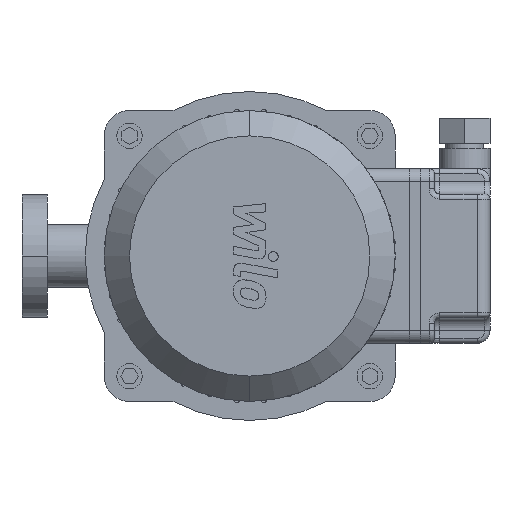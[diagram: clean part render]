
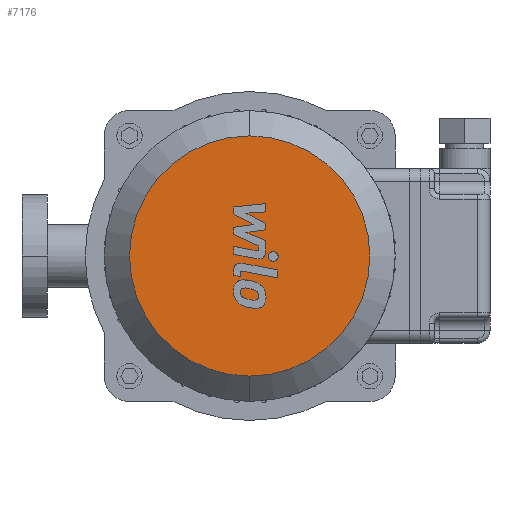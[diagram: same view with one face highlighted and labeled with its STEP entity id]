
A CAD part, front view. The second image highlights one B-rep face of the part: STEP entity #7176.
In plain terms, the highlighted planar face has unit normal (0, -1, 0).
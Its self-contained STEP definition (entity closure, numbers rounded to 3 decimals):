
#7087=CARTESIAN_POINT('',(90.0,-222.0,47.5));
#7088=VERTEX_POINT('',#7087);
#7102=CARTESIAN_POINT('',(90.,-222.0,-47.5));
#7103=VERTEX_POINT('',#7102);
#7110=CARTESIAN_POINT('',(90.0,-222.0,0.0));
#7111=DIRECTION('',(0.0,1.0,0.0));
#7112=DIRECTION('',(0.0,0.0,1.0));
#7113=AXIS2_PLACEMENT_3D('',#7110,#7111,#7112);
#7114=CIRCLE('',#7113,47.5);
#7115=EDGE_CURVE('',#7103,#7088,#7114,.T.);
#7143=CARTESIAN_POINT('',(90.0,-222.0,0.0));
#7144=DIRECTION('',(0.0,1.0,0.0));
#7145=DIRECTION('',(0.0,0.0,1.0));
#7146=AXIS2_PLACEMENT_3D('',#7143,#7144,#7145);
#7147=CIRCLE('',#7146,47.5);
#7148=EDGE_CURVE('',#7088,#7103,#7147,.T.);
#7167=CARTESIAN_POINT('',(90.0,-222.0,0.0));
#7168=DIRECTION('',(0.0,1.0,0.0));
#7169=DIRECTION('',(0.0,0.0,1.0));
#7170=AXIS2_PLACEMENT_3D('',#7167,#7168,#7169);
#7171=PLANE('',#7170);
#7172=ORIENTED_EDGE('',*,*,#7115,.F.);
#7173=ORIENTED_EDGE('',*,*,#7148,.F.);
#7174=EDGE_LOOP('',(#7172,#7173));
#7175=FACE_OUTER_BOUND('',#7174,.T.);
#7176=ADVANCED_FACE('',(#7175),#7171,.F.);
